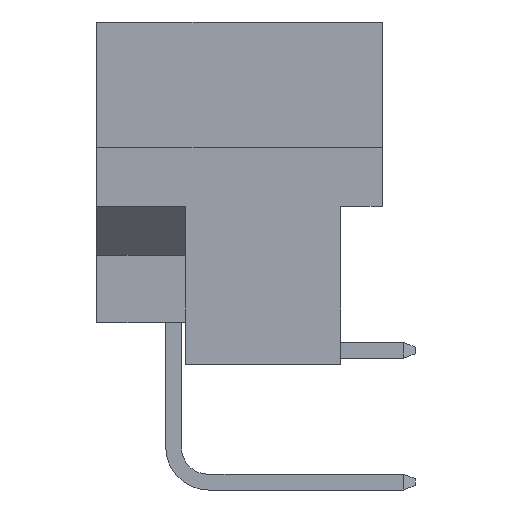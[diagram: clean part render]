
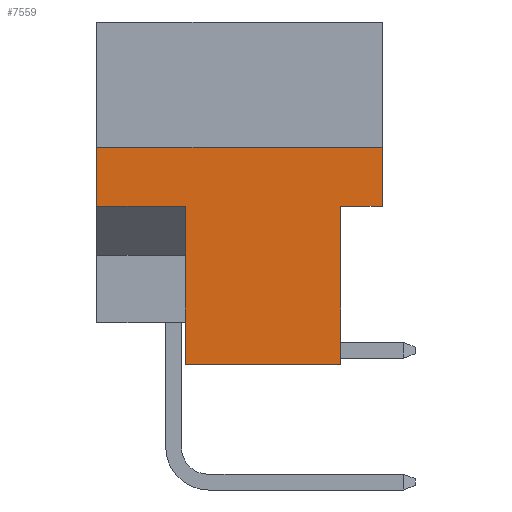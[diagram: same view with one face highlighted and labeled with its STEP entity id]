
A CAD part, left-side view. The second image highlights one B-rep face of the part: STEP entity #7559.
In plain terms, the highlighted planar face has unit normal (-1, 0, 0).
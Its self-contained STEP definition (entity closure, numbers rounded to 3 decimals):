
#233 = CARTESIAN_POINT ( 'NONE',  ( 0., 10.998, 0. ) ) ;
#1064 = VERTEX_POINT ( 'NONE', #11355 ) ;
#1334 = VECTOR ( 'NONE', #1342, 1000. ) ;
#1342 = DIRECTION ( 'NONE',  ( 0., 0., 1. ) ) ;
#1646 = CARTESIAN_POINT ( 'NONE',  ( 0., 10.998, -4.826 ) ) ;
#1680 = DIRECTION ( 'NONE',  ( 0., 1., 0. ) ) ;
#1755 = EDGE_CURVE ( 'NONE', #10651, #15263, #13698, .T. ) ;
#1905 = ORIENTED_EDGE ( 'NONE', *, *, #10228, .T. ) ;
#2164 = ORIENTED_EDGE ( 'NONE', *, *, #6407, .F. ) ;
#2201 = VERTEX_POINT ( 'NONE', #4893 ) ;
#2222 = AXIS2_PLACEMENT_3D ( 'NONE', #233, #8944, #7783 ) ;
#2427 = CARTESIAN_POINT ( 'NONE',  ( 0., 0., 0. ) ) ;
#2707 = VERTEX_POINT ( 'NONE', #8555 ) ;
#2788 = FACE_OUTER_BOUND ( 'NONE', #15621, .T. ) ;
#2895 = LINE ( 'NONE', #7900, #4451 ) ;
#3507 = CARTESIAN_POINT ( 'NONE',  ( 0., 1.6, -7.112 ) ) ;
#3516 = VERTEX_POINT ( 'NONE', #10816 ) ;
#3907 = CARTESIAN_POINT ( 'NONE',  ( 0., 7.597, -7.112 ) ) ;
#4382 = CARTESIAN_POINT ( 'NONE',  ( 0., 7.597, -13.2 ) ) ;
#4451 = VECTOR ( 'NONE', #6269, 1000. ) ;
#4475 = LINE ( 'NONE', #11849, #10219 ) ;
#4733 = CARTESIAN_POINT ( 'NONE',  ( 0., 10.998, 0. ) ) ;
#4845 = CARTESIAN_POINT ( 'NONE',  ( 0., 0., -4.826 ) ) ;
#4893 = CARTESIAN_POINT ( 'NONE',  ( 0., 10.998, -7.112 ) ) ;
#5007 = EDGE_CURVE ( 'NONE', #1064, #3516, #15457, .T. ) ;
#5089 = ORIENTED_EDGE ( 'NONE', *, *, #15440, .F. ) ;
#5169 = PLANE ( 'NONE',  #2222 ) ;
#5657 = ORIENTED_EDGE ( 'NONE', *, *, #8753, .F. ) ;
#6066 = DIRECTION ( 'NONE',  ( 0., -1., 0. ) ) ;
#6220 = CARTESIAN_POINT ( 'NONE',  ( 0., 10.998, -4.826 ) ) ;
#6269 = DIRECTION ( 'NONE',  ( 0., -1., 0. ) ) ;
#6407 = EDGE_CURVE ( 'NONE', #2201, #10651, #14734, .T. ) ;
#6449 = LINE ( 'NONE', #3907, #15435 ) ;
#7559 = ADVANCED_FACE ( 'NONE', ( #2788 ), #5169, .F. ) ;
#7655 = LINE ( 'NONE', #2427, #1334 ) ;
#7717 = ORIENTED_EDGE ( 'NONE', *, *, #15973, .T. ) ;
#7783 = DIRECTION ( 'NONE',  ( 0., 0., -1. ) ) ;
#7900 = CARTESIAN_POINT ( 'NONE',  ( 0., 10.998, -13.2 ) ) ;
#8304 = DIRECTION ( 'NONE',  ( 0., 1., 0. ) ) ;
#8479 = CARTESIAN_POINT ( 'NONE',  ( 0., 0., -7.112 ) ) ;
#8555 = CARTESIAN_POINT ( 'NONE',  ( 0., 0., -7.112 ) ) ;
#8753 = EDGE_CURVE ( 'NONE', #2707, #14050, #14794, .T. ) ;
#8944 = DIRECTION ( 'NONE',  ( 1., 0., 0. ) ) ;
#9055 = VECTOR ( 'NONE', #6066, 1000. ) ;
#9320 = VERTEX_POINT ( 'NONE', #15154 ) ;
#9681 = EDGE_CURVE ( 'NONE', #3516, #2201, #6449, .T. ) ;
#9804 = DIRECTION ( 'NONE',  ( 0., 0., 1. ) ) ;
#10219 = VECTOR ( 'NONE', #11922, 1000. ) ;
#10228 = EDGE_CURVE ( 'NONE', #1064, #9320, #2895, .T. ) ;
#10296 = ORIENTED_EDGE ( 'NONE', *, *, #5007, .F. ) ;
#10428 = VECTOR ( 'NONE', #8304, 1000. ) ;
#10651 = VERTEX_POINT ( 'NONE', #1646 ) ;
#10816 = CARTESIAN_POINT ( 'NONE',  ( 0., 7.597, -7.112 ) ) ;
#11355 = CARTESIAN_POINT ( 'NONE',  ( 0., 7.597, -13.2 ) ) ;
#11484 = VECTOR ( 'NONE', #11608, 1000. ) ;
#11608 = DIRECTION ( 'NONE',  ( 0., 0., 1. ) ) ;
#11849 = CARTESIAN_POINT ( 'NONE',  ( 0., 1.6, 86.902 ) ) ;
#11922 = DIRECTION ( 'NONE',  ( 0., 0., -1. ) ) ;
#12788 = ORIENTED_EDGE ( 'NONE', *, *, #9681, .F. ) ;
#12835 = VECTOR ( 'NONE', #9804, 1000. ) ;
#13698 = LINE ( 'NONE', #6220, #9055 ) ;
#14050 = VERTEX_POINT ( 'NONE', #3507 ) ;
#14734 = LINE ( 'NONE', #4733, #12835 ) ;
#14794 = LINE ( 'NONE', #8479, #10428 ) ;
#15154 = CARTESIAN_POINT ( 'NONE',  ( 0., 1.6, -13.2 ) ) ;
#15263 = VERTEX_POINT ( 'NONE', #4845 ) ;
#15435 = VECTOR ( 'NONE', #1680, 1000. ) ;
#15440 = EDGE_CURVE ( 'NONE', #14050, #9320, #4475, .T. ) ;
#15457 = LINE ( 'NONE', #4382, #11484 ) ;
#15518 = ORIENTED_EDGE ( 'NONE', *, *, #1755, .F. ) ;
#15621 = EDGE_LOOP ( 'NONE', ( #5089, #5657, #7717, #15518, #2164, #12788, #10296, #1905 ) ) ;
#15973 = EDGE_CURVE ( 'NONE', #2707, #15263, #7655, .T. ) ;
